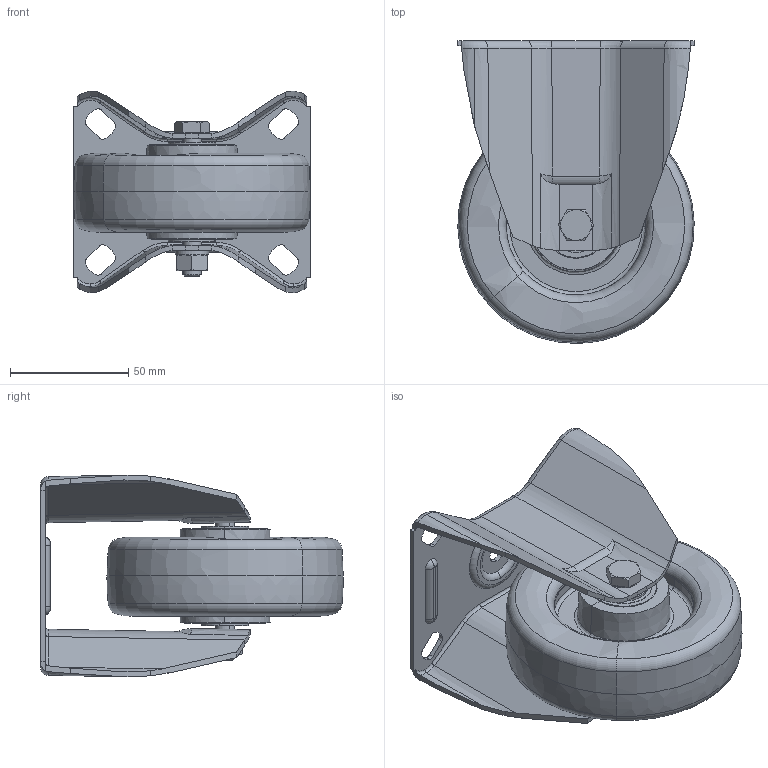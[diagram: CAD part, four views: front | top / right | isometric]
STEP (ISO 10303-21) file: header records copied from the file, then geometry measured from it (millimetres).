
FILE_DESCRIPTION (( 'STEP AP214' ), '1' );
FILE_NAME ('0040405.step', '2023-03-01T12:52:04', ( '' ), ( '' ), 'SwSTEP 2.0', 'SolidWorks 2020', '' );
FILE_SCHEMA (( 'AUTOMOTIVE_DESIGN' ));
Length unit declared in the file: millimetre
Products named in the file (1): 0040405
Bounding box: 100.07 x 127.99 x 85.26 mm (x, y, z)
Surface area: 95342.9 mm2 (no closed solid volume)
Topology: 0 solids, 19 shells, 459 faces, 1070 edges, 658 vertices
Faces by surface type: cylinder 158, plane 115, torus 98, cone 48, bspline 40
Entity records: 20499 total; most frequent: CARTESIAN_POINT 4910, DIRECTION 2246, ORIENTED_EDGE 2132, EDGE_CURVE 1070, AXIS2_PLACEMENT_3D 954, VERTEX_POINT 658, CIRCLE 534, EDGE_LOOP 514
